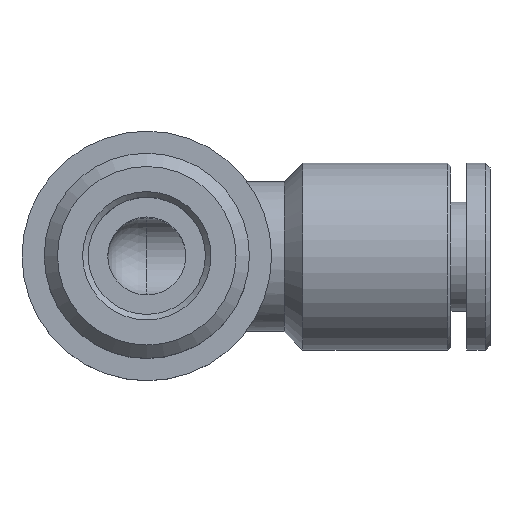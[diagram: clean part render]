
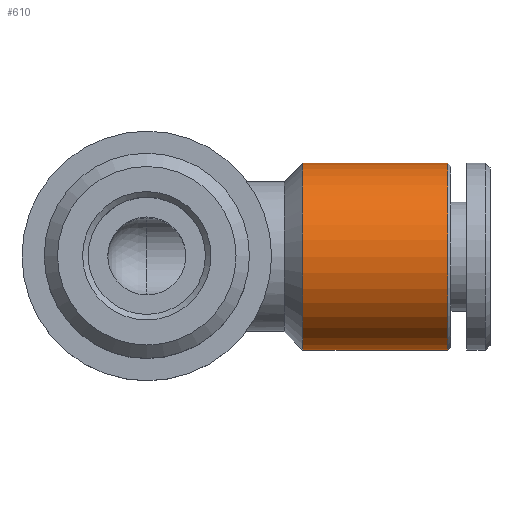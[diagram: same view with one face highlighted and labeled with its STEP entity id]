
A CAD part, top view. The second image highlights one B-rep face of the part: STEP entity #610.
In plain terms, the highlighted cylindrical face has radius 6 mm (diameter 12 mm), a full revolution.
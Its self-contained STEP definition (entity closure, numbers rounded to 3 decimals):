
#213=ORIENTED_EDGE('',*,*,#307,.F.);
#214=ORIENTED_EDGE('',*,*,#306,.T.);
#306=EDGE_CURVE('',#361,#361,#401,.T.);
#307=EDGE_CURVE('',#362,#362,#402,.T.);
#361=VERTEX_POINT('',#1133);
#362=VERTEX_POINT('',#1136);
#401=CIRCLE('',#700,6.);
#402=CIRCLE('',#702,6.);
#460=EDGE_LOOP('',(#213));
#461=EDGE_LOOP('',(#214));
#535=FACE_BOUND('',#460,.T.);
#536=FACE_BOUND('',#461,.T.);
#572=CYLINDRICAL_SURFACE('',#701,6.);
#610=ADVANCED_FACE('',(#535,#536),#572,.T.);
#700=AXIS2_PLACEMENT_3D('',#1132,#861,#862);
#701=AXIS2_PLACEMENT_3D('',#1134,#863,#864);
#702=AXIS2_PLACEMENT_3D('',#1135,#865,#866);
#861=DIRECTION('',(1.,0.,0.));
#862=DIRECTION('',(0.,0.,-1.));
#863=DIRECTION('',(1.,0.,0.));
#864=DIRECTION('',(0.,0.,-1.));
#865=DIRECTION('',(1.,0.,0.));
#866=DIRECTION('',(0.,0.,-1.));
#1132=CARTESIAN_POINT('',(10.,0.,-29.));
#1133=CARTESIAN_POINT('',(10.,0.,-35.));
#1134=CARTESIAN_POINT('',(22.,0.,-29.));
#1135=CARTESIAN_POINT('',(19.288,0.,-29.));
#1136=CARTESIAN_POINT('',(19.288,0.,-35.));
